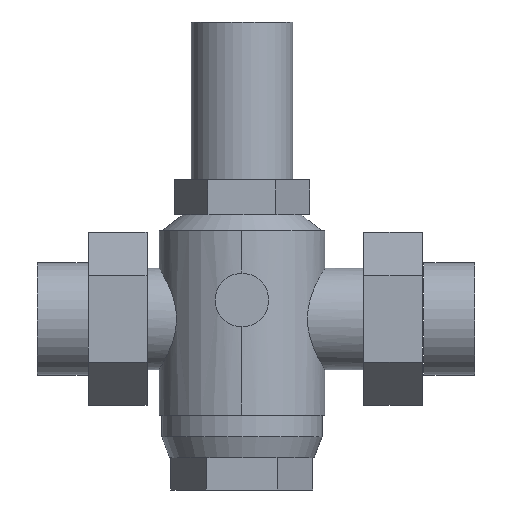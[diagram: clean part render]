
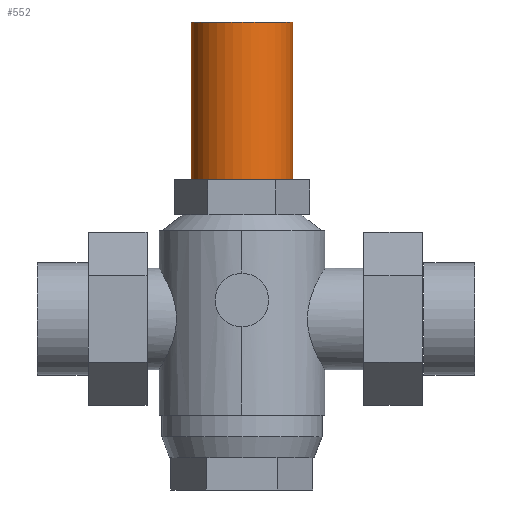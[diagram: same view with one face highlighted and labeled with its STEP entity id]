
A CAD part, front view. The second image highlights one B-rep face of the part: STEP entity #552.
In plain terms, the highlighted cylindrical face has radius 19 mm (diameter 38 mm), a partial arc.
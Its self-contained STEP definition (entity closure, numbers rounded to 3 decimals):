
#448=VERTEX_POINT('',#1184);
#460=VERTEX_POINT('',#1198);
#478=EDGE_CURVE('',#746,#490,#1218,.T.);
#490=VERTEX_POINT('',#1232);
#528=EDGE_CURVE('',#460,#746,#1274,.T.);
#552=ADVANCED_FACE('',(#1299),#1300,.T.);
#584=EDGE_CURVE('',#490,#448,#1335,.T.);
#746=VERTEX_POINT('',#1512);
#1038=EDGE_CURVE('',#448,#460,#1843,.T.);
#1184=CARTESIAN_POINT('',(-19.0,0.0,111.0));
#1198=CARTESIAN_POINT('',(19.0,0.,111.0));
#1218=CIRCLE('',#2104,19.0);
#1232=CARTESIAN_POINT('',(-19.0,0.0,52.0));
#1274=LINE('',#2194,#2195);
#1299=FACE_OUTER_BOUND('',#2231,.T.);
#1300=CYLINDRICAL_SURFACE('',#2232,19.0);
#1335=LINE('',#2284,#2285);
#1512=CARTESIAN_POINT('',(19.0,0.,52.0));
#1843=CIRCLE('',#3292,19.0);
#2104=AXIS2_PLACEMENT_3D('',#3593,#3594,#3595);
#2194=CARTESIAN_POINT('',(19.0,0.,101.0));
#2195=VECTOR('',#3660,1.0);
#2231=EDGE_LOOP('',(#3684,#3685,#3686,#3687));
#2232=AXIS2_PLACEMENT_3D('',#3688,#3689,#3690);
#2284=CARTESIAN_POINT('',(-19.0,0.,101.0));
#2285=VECTOR('',#3729,1.0);
#3292=AXIS2_PLACEMENT_3D('',#4286,#4287,#4288);
#3593=CARTESIAN_POINT('',(0.0,0.0,52.0));
#3594=DIRECTION('',(0.0,0.0,-1.0));
#3595=DIRECTION('',(-1.0,0.0,0.0));
#3660=DIRECTION('',(0.0,0.0,-1.0));
#3684=ORIENTED_EDGE('',*,*,#584,.F.);
#3685=ORIENTED_EDGE('',*,*,#478,.F.);
#3686=ORIENTED_EDGE('',*,*,#528,.F.);
#3687=ORIENTED_EDGE('',*,*,#1038,.F.);
#3688=CARTESIAN_POINT('',(0.0,0.0,101.0));
#3689=DIRECTION('',(0.0,0.0,-1.0));
#3690=DIRECTION('',(-1.0,0.0,0.0));
#3729=DIRECTION('',(0.0,0.0,1.0));
#4286=CARTESIAN_POINT('',(0.0,0.0,111.0));
#4287=DIRECTION('',(0.0,0.0,1.0));
#4288=DIRECTION('',(-1.0,0.0,0.0));
